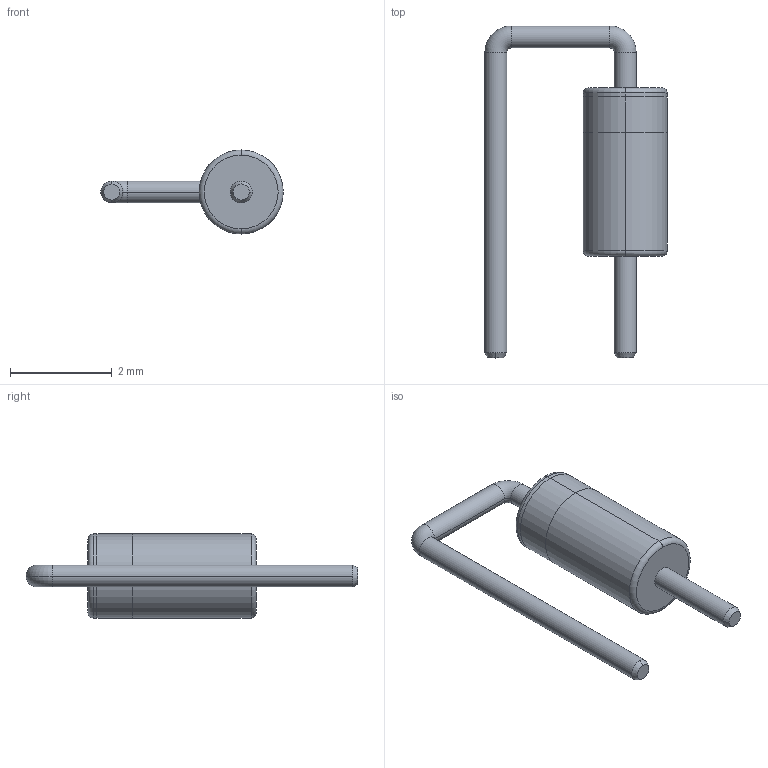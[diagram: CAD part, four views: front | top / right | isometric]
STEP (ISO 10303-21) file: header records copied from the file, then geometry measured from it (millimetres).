
FILE_DESCRIPTION (( 'STEP AP214' ), '1' );
FILE_NAME ('964C2786-5E87-4CDD-A87F-8AF57F9D74FA.STEP', '2009-04-20T11:16:01', ( 'sysAdmin' ), ( 'SolidWorks' ), 'SwSTEP 2.0', 'SolidWorks 2009', '' );
FILE_SCHEMA (( 'AUTOMOTIVE_DESIGN' ));
Length unit declared in the file: millimetre
Products named in the file (1): 964C2786-5E87-4CDD-A87F-8AF57F9D74FA
Bounding box: 3.58 x 6.52 x 1.65 mm (x, y, z)
Volume: 8.7 mm3; surface area: 36.5 mm2
Topology: 1 solids, 1 shells, 30 faces, 60 edges, 34 vertices
Faces by surface type: cylinder 14, torus 8, cone 4, plane 4
Entity records: 1135 total; most frequent: DIRECTION 164, CARTESIAN_POINT 125, ORIENTED_EDGE 120, AXIS2_PLACEMENT_3D 73, EDGE_CURVE 60, CIRCLE 42, VERTEX_POINT 34, EDGE_LOOP 32
